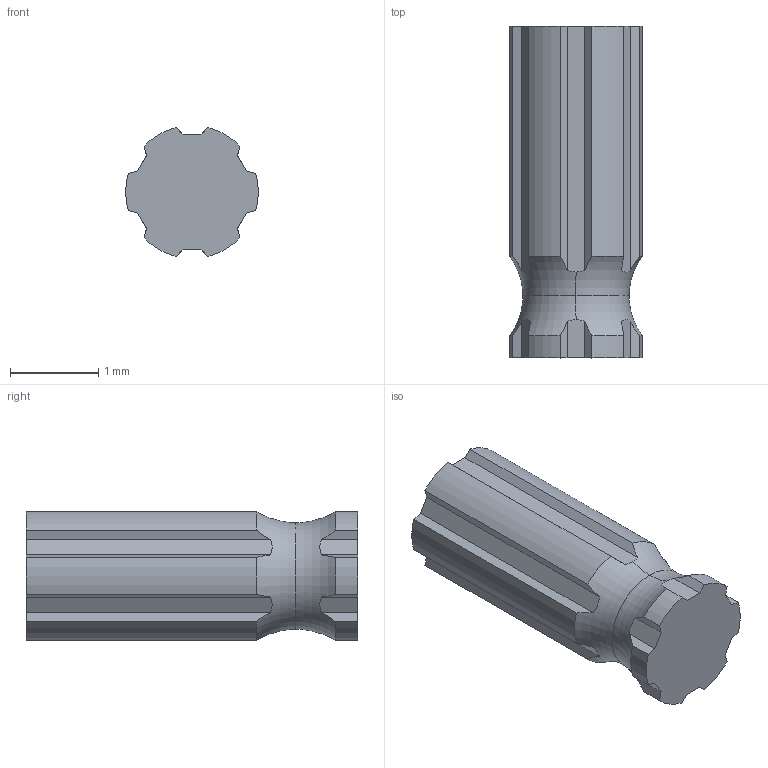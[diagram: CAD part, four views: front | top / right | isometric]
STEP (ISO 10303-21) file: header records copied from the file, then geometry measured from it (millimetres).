
FILE_DESCRIPTION(('produced by SPATIAL CORP'),'2;1');
FILE_NAME( '1-4_in_flathead_screwdriver.hh.sat.stp','2002-04-12T11:55:26+00:00',('SPATIAL CORP'),('SPATIAL CORP'), 'ACIS STEP Husk','http://www.spatial.com','SPATIAL CORP');
FILE_SCHEMA(('CONFIG_CONTROL_DESIGN'));
Length unit declared in the file: millimetre
Products named in the file (1): PRODUCT_ID_1
Bounding box: 1.5 x 3.75 x 1.46 mm (x, y, z)
Volume: 5.7 mm3; surface area: 21.6 mm2
Topology: 1 solids, 1 shells, 54 faces, 154 edges, 102 vertices
Faces by surface type: plane 38, cylinder 12, torus 4
Entity records: 2000 total; most frequent: CARTESIAN_POINT 621, ORIENTED_EDGE 342, EDGE_CURVE 176, DIRECTION 168, VERTEX_POINT 118, VECTOR 94, LINE 94, EDGE_LOOP 60
